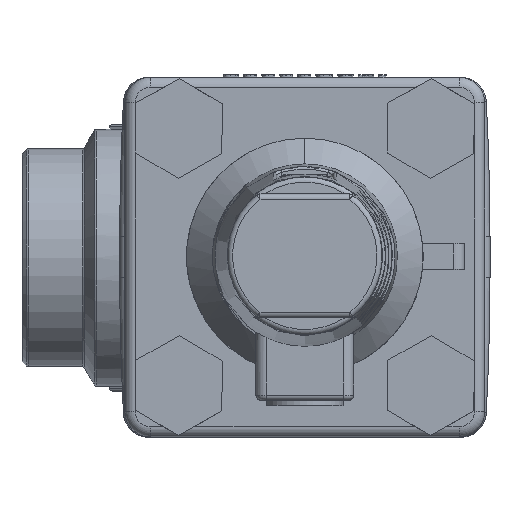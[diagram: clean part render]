
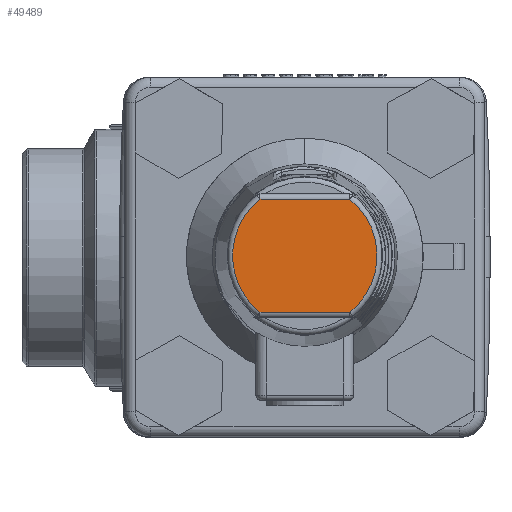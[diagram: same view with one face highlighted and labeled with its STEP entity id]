
A CAD part, top view. The second image highlights one B-rep face of the part: STEP entity #49489.
In plain terms, the highlighted planar face has unit normal (0, 0, 1).
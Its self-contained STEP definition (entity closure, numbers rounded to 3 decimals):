
#43469=CARTESIAN_POINT('',(8.721,-11.,226.996));
#43470=VERTEX_POINT('',#43469);
#43496=CARTESIAN_POINT('',(-8.722,-11.,226.996));
#43497=VERTEX_POINT('',#43496);
#43498=CARTESIAN_POINT('',(-8.722,-11.,226.996));
#43499=DIRECTION('',(1.,-0.,0.));
#43500=VECTOR('',#43499,17.444);
#43501=LINE('',#43498,#43500);
#43502=EDGE_CURVE('',#43497,#43470,#43501,.T.);
#44122=CARTESIAN_POINT('',(8.721,11.,226.996));
#44123=VERTEX_POINT('',#44122);
#44150=CARTESIAN_POINT('',(-8.722,11.,226.996));
#44151=VERTEX_POINT('',#44150);
#44159=CARTESIAN_POINT('',(8.721,11.,226.996));
#44160=DIRECTION('',(-1.,0.,-0.));
#44161=VECTOR('',#44160,17.444);
#44162=LINE('',#44159,#44161);
#44163=EDGE_CURVE('',#44123,#44151,#44162,.T.);
#44255=CARTESIAN_POINT('',(-0.001,0.,226.996));
#44256=DIRECTION('',(0.,0.,1.));
#44257=DIRECTION('',(1.,-0.,-0.));
#44258=AXIS2_PLACEMENT_3D('',#44255,#44256,#44257);
#44259=CIRCLE('',#44258,14.038);
#44260=EDGE_CURVE('',#43470,#44123,#44259,.T.);
#44288=CARTESIAN_POINT('',(-0.001,0.,226.996));
#44289=DIRECTION('',(0.,0.,1.));
#44290=DIRECTION('',(1.,-0.,-0.));
#44291=AXIS2_PLACEMENT_3D('',#44288,#44289,#44290);
#44292=CIRCLE('',#44291,14.038);
#44293=EDGE_CURVE('',#44151,#43497,#44292,.T.);
#49478=CARTESIAN_POINT('',(-0.001,0.,226.996));
#49479=DIRECTION('',(-0.,-0.,-1.));
#49480=DIRECTION('',(0.,1.,-0.));
#49481=AXIS2_PLACEMENT_3D('',#49478,#49479,#49480);
#49482=PLANE('',#49481);
#49483=ORIENTED_EDGE('',*,*,#44293,.T.);
#49484=ORIENTED_EDGE('',*,*,#43502,.T.);
#49485=ORIENTED_EDGE('',*,*,#44260,.T.);
#49486=ORIENTED_EDGE('',*,*,#44163,.T.);
#49487=EDGE_LOOP('',(#49483,#49484,#49485,#49486));
#49488=FACE_BOUND('',#49487,.T.);
#49489=ADVANCED_FACE('',(#49488),#49482,.F.);
